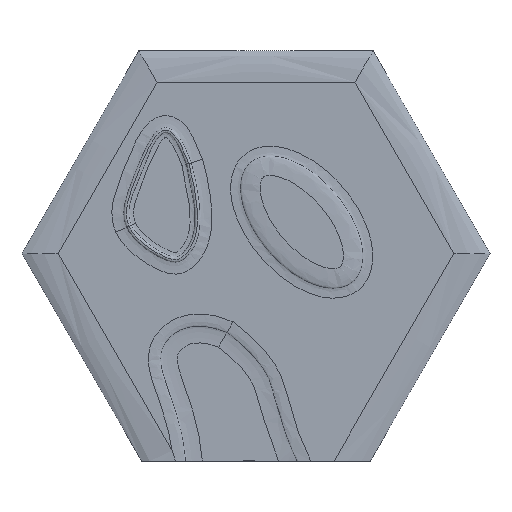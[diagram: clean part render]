
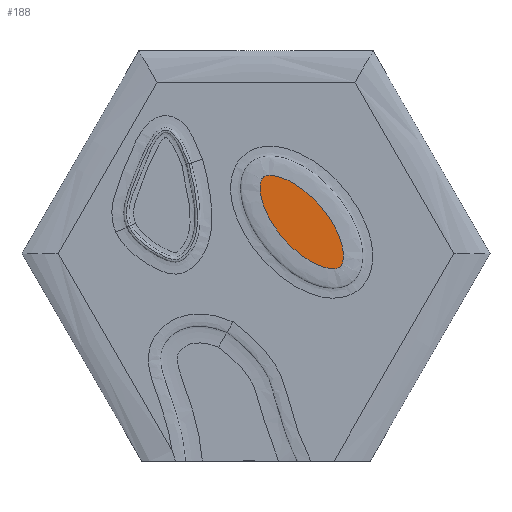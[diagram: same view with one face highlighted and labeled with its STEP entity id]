
A CAD part, top view. The second image highlights one B-rep face of the part: STEP entity #188.
In plain terms, the highlighted planar face has unit normal (0, 0, 1).
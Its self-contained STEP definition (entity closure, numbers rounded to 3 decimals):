
#188=ADVANCED_FACE('',(#2060),#2062,.T.);
#2060=FACE_BOUND('',#2061,.T.);
#2061=EDGE_LOOP('',(#6334));
#2062=PLANE('',#2063);
#2063=AXIS2_PLACEMENT_3D('',#2064,#2065,#2066);
#2064=CARTESIAN_POINT('',(0.,0.,3.5));
#2065=DIRECTION('',(0.,0.,1.));
#2066=DIRECTION('',(-1.,0.,0.));
#6334=ORIENTED_EDGE('',*,*,#6435,.T.);
#6435=EDGE_CURVE('',#6537,#6537,#6538,.T.);
#6537=VERTEX_POINT('',#8043);
#6538=B_SPLINE_CURVE_WITH_KNOTS('',3,
(#8044,#8045,#8046,#8047,#8048,#8049,#8050,#8051,#8052,#8053,#8054,#8055,#8056,#8057,
#8058,#8059,#8060,#8061,#8062,#8063,#8064,#8065,#8066,#8067,#8068,#8069,#8070,#8071,
#8072,#8073,#8074,#8075,#8076,#8077,#8078,#8079,#8080,#8081,#8082,#8083,#8084,#8085,
#8086,#8087,#8088,#8089,#8090,#8091,#8092,#8093,#8094,#8095,#8096,#8097,#8098,#8099,
#8100,#8101,#8102,#8103,#8104,#8105,#8106,#8107,#8108,#8109,#8110,#8111,#8112,#8113,
#8114,#8115,#8116,#8117,#8118,#8119,#8120,#8121,#8122,#8123),
.UNSPECIFIED.,.T.,.F.,
(4,1,1,1,1,1,1,1,1,1,1,1,1,1,1,1,1,1,1,1,1,1,1,1,1,1,1,1,1,1,1,1,1,1,1,1,1,1,1,1,
1,1,1,1,1,1,1,1,1,1,1,1,1,1,1,1,1,1,1,1,1,1,1,1,1,1,1,1,1,1,1,1,1,1,1,1,1,4),
(0.,0.009,0.018,0.028,0.037,
0.047,0.057,0.067,0.078,0.089,
0.101,0.114,0.128,0.142,0.157,
0.173,0.19,0.207,0.225,0.243,
0.261,0.279,0.297,0.315,0.332,
0.348,0.364,0.378,0.392,0.405,
0.418,0.429,0.44,0.451,0.461,
0.471,0.48,0.489,0.499,0.508,
0.517,0.526,0.536,0.545,0.555,
0.566,0.576,0.588,0.6,0.612,
0.626,0.64,0.655,0.671,0.687,
0.704,0.722,0.74,0.758,0.777,
0.795,0.813,0.83,0.846,0.862,
0.876,0.89,0.903,0.916,0.928,
0.938,0.949,0.959,0.969,0.978,
0.987,0.995,1.),
.UNSPECIFIED.);
#8043=CARTESIAN_POINT('',(3.003,31.6,3.5));
#8044=CARTESIAN_POINT('',(3.003,31.6,3.5));
#8045=CARTESIAN_POINT('',(2.945,31.55,3.5));
#8046=CARTESIAN_POINT('',(2.834,31.445,3.5));
#8047=CARTESIAN_POINT('',(2.672,31.256,3.5));
#8048=CARTESIAN_POINT('',(2.505,31.018,3.5));
#8049=CARTESIAN_POINT('',(2.334,30.713,3.5));
#8050=CARTESIAN_POINT('',(2.16,30.32,3.5));
#8051=CARTESIAN_POINT('',(1.992,29.818,3.5));
#8052=CARTESIAN_POINT('',(1.841,29.182,3.5));
#8053=CARTESIAN_POINT('',(1.725,28.391,3.5));
#8054=CARTESIAN_POINT('',(1.665,27.422,3.5));
#8055=CARTESIAN_POINT('',(1.689,26.258,3.5));
#8056=CARTESIAN_POINT('',(1.827,24.885,3.5));
#8057=CARTESIAN_POINT('',(2.109,23.294,3.5));
#8058=CARTESIAN_POINT('',(2.569,21.485,3.5));
#8059=CARTESIAN_POINT('',(3.239,19.465,3.5));
#8060=CARTESIAN_POINT('',(4.146,17.252,3.5));
#8061=CARTESIAN_POINT('',(5.311,14.878,3.5));
#8062=CARTESIAN_POINT('',(6.743,12.389,3.5));
#8063=CARTESIAN_POINT('',(8.435,9.848,3.5));
#8064=CARTESIAN_POINT('',(10.36,7.326,3.5));
#8065=CARTESIAN_POINT('',(12.473,4.899,3.5));
#8066=CARTESIAN_POINT('',(14.716,2.639,3.5));
#8067=CARTESIAN_POINT('',(17.018,0.604,3.5));
#8068=CARTESIAN_POINT('',(19.309,-1.162,3.5));
#8069=CARTESIAN_POINT('',(21.523,-2.64,3.5));
#8070=CARTESIAN_POINT('',(23.608,-3.829,3.5));
#8071=CARTESIAN_POINT('',(25.523,-4.743,3.5));
#8072=CARTESIAN_POINT('',(27.243,-5.41,3.5));
#8073=CARTESIAN_POINT('',(28.756,-5.865,3.5));
#8074=CARTESIAN_POINT('',(30.058,-6.142,3.5));
#8075=CARTESIAN_POINT('',(31.155,-6.28,3.5));
#8076=CARTESIAN_POINT('',(32.059,-6.314,3.5));
#8077=CARTESIAN_POINT('',(32.789,-6.275,3.5));
#8078=CARTESIAN_POINT('',(33.368,-6.189,3.5));
#8079=CARTESIAN_POINT('',(33.82,-6.077,3.5));
#8080=CARTESIAN_POINT('',(34.172,-5.952,3.5));
#8081=CARTESIAN_POINT('',(34.447,-5.822,3.5));
#8082=CARTESIAN_POINT('',(34.668,-5.689,3.5));
#8083=CARTESIAN_POINT('',(34.854,-5.55,3.5));
#8084=CARTESIAN_POINT('',(35.023,-5.395,3.5));
#8085=CARTESIAN_POINT('',(35.186,-5.21,3.5));
#8086=CARTESIAN_POINT('',(35.352,-4.98,3.5));
#8087=CARTESIAN_POINT('',(35.522,-4.686,3.5));
#8088=CARTESIAN_POINT('',(35.696,-4.307,3.5));
#8089=CARTESIAN_POINT('',(35.866,-3.822,3.5));
#8090=CARTESIAN_POINT('',(36.02,-3.207,3.5));
#8091=CARTESIAN_POINT('',(36.143,-2.44,3.5));
#8092=CARTESIAN_POINT('',(36.212,-1.499,3.5));
#8093=CARTESIAN_POINT('',(36.202,-0.364,3.5));
#8094=CARTESIAN_POINT('',(36.083,0.978,3.5));
#8095=CARTESIAN_POINT('',(35.824,2.536,3.5));
#8096=CARTESIAN_POINT('',(35.392,4.313,3.5));
#8097=CARTESIAN_POINT('',(34.755,6.303,3.5));
#8098=CARTESIAN_POINT('',(33.884,8.489,3.5));
#8099=CARTESIAN_POINT('',(32.757,10.843,3.5));
#8100=CARTESIAN_POINT('',(31.364,13.318,3.5));
#8101=CARTESIAN_POINT('',(29.709,15.856,3.5));
#8102=CARTESIAN_POINT('',(27.815,18.386,3.5));
#8103=CARTESIAN_POINT('',(25.726,20.831,3.5));
#8104=CARTESIAN_POINT('',(23.498,23.12,3.5));
#8105=CARTESIAN_POINT('',(21.2,25.191,3.5));
#8106=CARTESIAN_POINT('',(18.903,26.998,3.5));
#8107=CARTESIAN_POINT('',(16.674,28.519,3.5));
#8108=CARTESIAN_POINT('',(14.567,29.749,3.5));
#8109=CARTESIAN_POINT('',(12.625,30.702,3.5));
#8110=CARTESIAN_POINT('',(10.874,31.404,3.5));
#8111=CARTESIAN_POINT('',(9.33,31.887,3.5));
#8112=CARTESIAN_POINT('',(7.997,32.188,3.5));
#8113=CARTESIAN_POINT('',(6.876,32.343,3.5));
#8114=CARTESIAN_POINT('',(5.954,32.39,3.5));
#8115=CARTESIAN_POINT('',(5.21,32.361,3.5));
#8116=CARTESIAN_POINT('',(4.614,32.283,3.5));
#8117=CARTESIAN_POINT('',(4.142,32.176,3.5));
#8118=CARTESIAN_POINT('',(3.773,32.053,3.5));
#8119=CARTESIAN_POINT('',(3.485,31.924,3.5));
#8120=CARTESIAN_POINT('',(3.272,31.802,3.5));
#8121=CARTESIAN_POINT('',(3.118,31.694,3.5));
#8122=CARTESIAN_POINT('',(3.036,31.628,3.5));
#8123=CARTESIAN_POINT('',(3.003,31.6,3.5));
